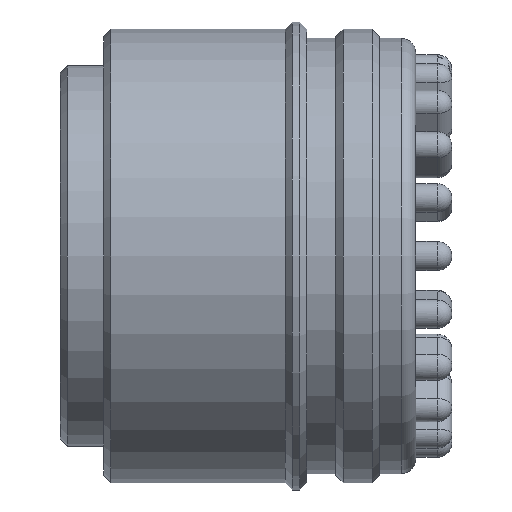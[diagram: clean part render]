
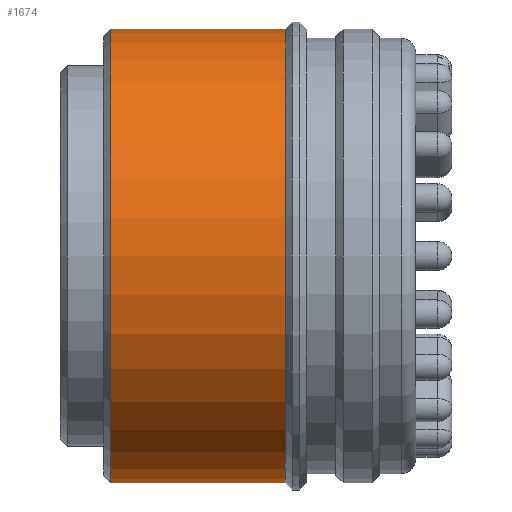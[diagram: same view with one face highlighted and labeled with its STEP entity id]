
A CAD part, front view. The second image highlights one B-rep face of the part: STEP entity #1674.
In plain terms, the highlighted cylindrical face has radius 6.25 mm (diameter 12.5 mm), a partial arc.
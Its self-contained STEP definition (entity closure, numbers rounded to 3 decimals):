
#181 = CARTESIAN_POINT ( 'NONE',  ( 0.2, 0., 0. ) ) ;
#222 = CIRCLE ( 'NONE', #2818, 6.25 ) ;
#640 = VERTEX_POINT ( 'NONE', #7544 ) ;
#752 = LINE ( 'NONE', #3218, #6970 ) ;
#782 = CIRCLE ( 'NONE', #2262, 6.25 ) ;
#874 = ORIENTED_EDGE ( 'NONE', *, *, #5664, .F. ) ;
#875 = DIRECTION ( 'NONE',  ( 1., 0., 0. ) ) ;
#1384 = CYLINDRICAL_SURFACE ( 'NONE', #2166, 6.25 ) ;
#1603 = CARTESIAN_POINT ( 'NONE',  ( 0.2, 0., -6.25 ) ) ;
#1674 = ADVANCED_FACE ( 'NONE', ( #1971 ), #1384, .T. ) ;
#1802 = CARTESIAN_POINT ( 'NONE',  ( -19.681, 0., -6.25 ) ) ;
#1971 = FACE_OUTER_BOUND ( 'NONE', #5784, .T. ) ;
#2166 = AXIS2_PLACEMENT_3D ( 'NONE', #6688, #3170, #6538 ) ;
#2260 = ORIENTED_EDGE ( 'NONE', *, *, #6726, .T. ) ;
#2262 = AXIS2_PLACEMENT_3D ( 'NONE', #181, #875, #2616 ) ;
#2301 = CARTESIAN_POINT ( 'NONE',  ( 0.2, 0., 6.25 ) ) ;
#2496 = ORIENTED_EDGE ( 'NONE', *, *, #5992, .T. ) ;
#2616 = DIRECTION ( 'NONE',  ( 0., 0., -1. ) ) ;
#2679 = VERTEX_POINT ( 'NONE', #6981 ) ;
#2709 = VERTEX_POINT ( 'NONE', #1603 ) ;
#2818 = AXIS2_PLACEMENT_3D ( 'NONE', #3153, #7296, #6129 ) ;
#3153 = CARTESIAN_POINT ( 'NONE',  ( 5., 0., 0. ) ) ;
#3170 = DIRECTION ( 'NONE',  ( -1., 0., 0. ) ) ;
#3218 = CARTESIAN_POINT ( 'NONE',  ( -19.681, 0., 6.25 ) ) ;
#3706 = DIRECTION ( 'NONE',  ( -1., 0., 0. ) ) ;
#4461 = EDGE_CURVE ( 'NONE', #2679, #640, #222, .T. ) ;
#4985 = VECTOR ( 'NONE', #3706, 1000. ) ;
#5504 = DIRECTION ( 'NONE',  ( -1., 0., 0. ) ) ;
#5664 = EDGE_CURVE ( 'NONE', #2679, #2709, #7107, .T. ) ;
#5784 = EDGE_LOOP ( 'NONE', ( #874, #6096, #2496, #2260 ) ) ;
#5992 = EDGE_CURVE ( 'NONE', #640, #7003, #752, .T. ) ;
#6096 = ORIENTED_EDGE ( 'NONE', *, *, #4461, .T. ) ;
#6129 = DIRECTION ( 'NONE',  ( 0., 0., -1. ) ) ;
#6538 = DIRECTION ( 'NONE',  ( 0., 0., 1. ) ) ;
#6688 = CARTESIAN_POINT ( 'NONE',  ( -19.681, 0., 0. ) ) ;
#6726 = EDGE_CURVE ( 'NONE', #7003, #2709, #782, .T. ) ;
#6970 = VECTOR ( 'NONE', #5504, 1000. ) ;
#6981 = CARTESIAN_POINT ( 'NONE',  ( 5., 0., -6.25 ) ) ;
#7003 = VERTEX_POINT ( 'NONE', #2301 ) ;
#7107 = LINE ( 'NONE', #1802, #4985 ) ;
#7296 = DIRECTION ( 'NONE',  ( -1., 0., 0. ) ) ;
#7544 = CARTESIAN_POINT ( 'NONE',  ( 5., 0., 6.25 ) ) ;
